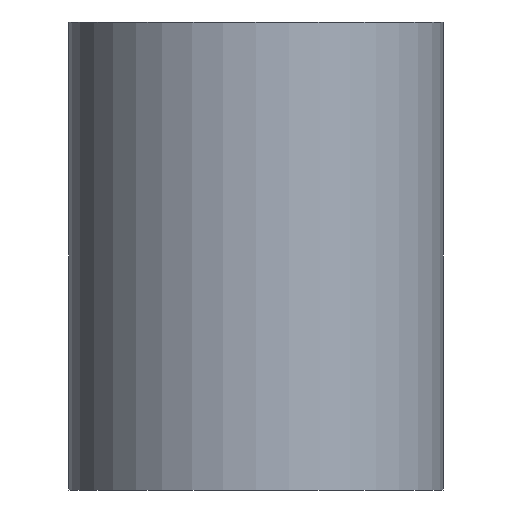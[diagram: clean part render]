
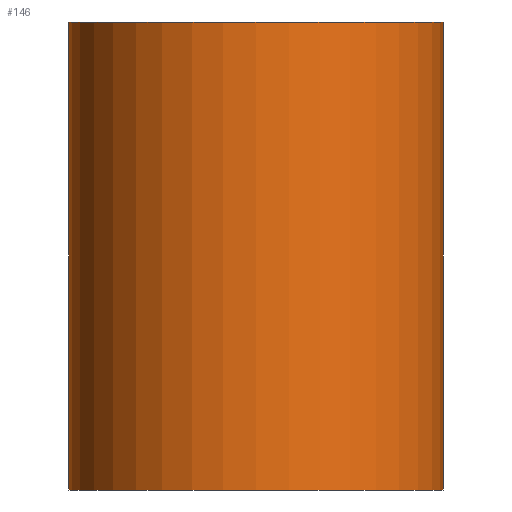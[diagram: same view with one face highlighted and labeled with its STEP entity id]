
A CAD part, left-side view. The second image highlights one B-rep face of the part: STEP entity #146.
In plain terms, the highlighted cylindrical face has radius 10 mm (diameter 20 mm), a full revolution.
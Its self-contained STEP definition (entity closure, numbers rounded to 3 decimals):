
#16=FACE_BOUND('',#36,.T.);
#20=CYLINDRICAL_SURFACE('',#174,10.);
#26=FACE_OUTER_BOUND('',#35,.T.);
#35=EDGE_LOOP('',(#123,#124,#125,#126));
#36=EDGE_LOOP('',(#127,#128,#129,#130));
#44=LINE('',#237,#54);
#48=LINE('',#247,#58);
#50=LINE('',#258,#60);
#54=VECTOR('',#192,10.);
#58=VECTOR('',#204,10.);
#60=VECTOR('',#216,10.);
#62=CIRCLE('',#165,10.);
#64=CIRCLE('',#169,10.);
#67=CIRCLE('',#175,10.);
#68=CIRCLE('',#176,10.);
#71=VERTEX_POINT('',#228);
#72=VERTEX_POINT('',#230);
#74=VERTEX_POINT('',#236);
#76=VERTEX_POINT('',#242);
#79=VERTEX_POINT('',#255);
#80=VERTEX_POINT('',#257);
#83=EDGE_CURVE('',#72,#71,#62,.T.);
#86=EDGE_CURVE('',#74,#72,#44,.T.);
#89=EDGE_CURVE('',#76,#74,#64,.T.);
#92=EDGE_CURVE('',#71,#76,#48,.T.);
#96=EDGE_CURVE('',#79,#79,#67,.T.);
#97=EDGE_CURVE('',#79,#80,#50,.T.);
#98=EDGE_CURVE('',#80,#80,#68,.T.);
#123=ORIENTED_EDGE('',*,*,#96,.F.);
#124=ORIENTED_EDGE('',*,*,#97,.T.);
#125=ORIENTED_EDGE('',*,*,#98,.T.);
#126=ORIENTED_EDGE('',*,*,#97,.F.);
#127=ORIENTED_EDGE('',*,*,#89,.T.);
#128=ORIENTED_EDGE('',*,*,#86,.T.);
#129=ORIENTED_EDGE('',*,*,#83,.T.);
#130=ORIENTED_EDGE('',*,*,#92,.T.);
#146=ADVANCED_FACE('',(#26,#16),#20,.T.);
#165=AXIS2_PLACEMENT_3D('',#231,#186,#187);
#169=AXIS2_PLACEMENT_3D('',#243,#198,#199);
#174=AXIS2_PLACEMENT_3D('',#254,#212,#213);
#175=AXIS2_PLACEMENT_3D('',#256,#214,#215);
#176=AXIS2_PLACEMENT_3D('',#259,#217,#218);
#186=DIRECTION('center_axis',(0.,0.,1.));
#187=DIRECTION('ref_axis',(1.,0.,0.));
#192=DIRECTION('',(0.,0.,1.));
#198=DIRECTION('center_axis',(0.,0.,-1.));
#199=DIRECTION('ref_axis',(1.,0.,0.));
#204=DIRECTION('',(0.,0.,-1.));
#212=DIRECTION('center_axis',(0.,0.,1.));
#213=DIRECTION('ref_axis',(1.,0.,0.));
#214=DIRECTION('center_axis',(0.,0.,1.));
#215=DIRECTION('ref_axis',(1.,0.,0.));
#216=DIRECTION('',(0.,0.,-1.));
#217=DIRECTION('center_axis',(0.,0.,1.));
#218=DIRECTION('ref_axis',(1.,0.,0.));
#228=CARTESIAN_POINT('',(0.,10.,13.005));
#230=CARTESIAN_POINT('',(0.,-10.,13.005));
#231=CARTESIAN_POINT('Origin',(0.,0.,13.005));
#236=CARTESIAN_POINT('',(0.,-10.,11.995));
#237=CARTESIAN_POINT('',(0.,-10.,0.));
#242=CARTESIAN_POINT('',(0.,10.,11.995));
#243=CARTESIAN_POINT('Origin',(0.,0.,11.995));
#247=CARTESIAN_POINT('',(0.,10.,0.));
#254=CARTESIAN_POINT('Origin',(0.,0.,0.));
#255=CARTESIAN_POINT('',(-10.,0.,25.));
#256=CARTESIAN_POINT('Origin',(0.,0.,25.));
#257=CARTESIAN_POINT('',(-10.,0.,0.));
#258=CARTESIAN_POINT('',(-10.,0.,0.));
#259=CARTESIAN_POINT('Origin',(0.,0.,0.));
